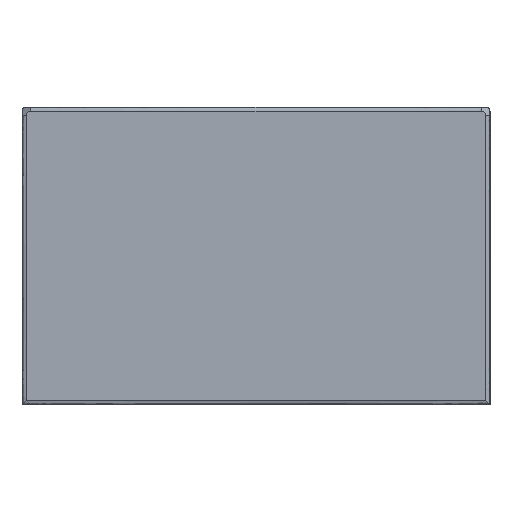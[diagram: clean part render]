
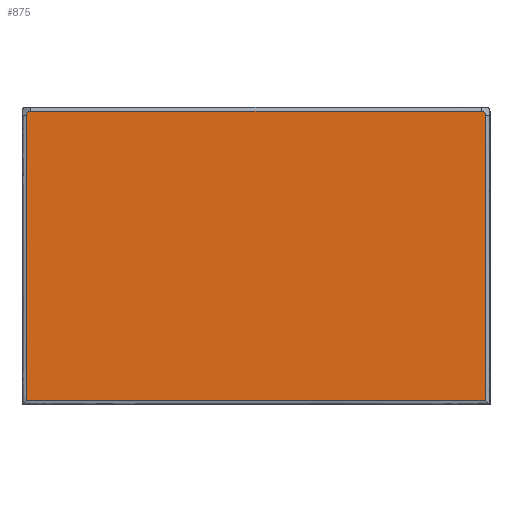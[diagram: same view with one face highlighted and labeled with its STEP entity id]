
A CAD part, left-side view. The second image highlights one B-rep face of the part: STEP entity #875.
In plain terms, the highlighted planar face has unit normal (-1, 0, 0).
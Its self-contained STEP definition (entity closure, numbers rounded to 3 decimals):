
#44=CIRCLE('',#947,0.005);
#50=CIRCLE('',#955,0.005);
#199=PLANE('',#964);
#244=FACE_OUTER_BOUND('',#295,.T.);
#295=EDGE_LOOP('',(#731,#732,#733,#734,#735,#736));
#344=B_SPLINE_CURVE_WITH_KNOTS('',3,(#1585,#1586,#1587,#1588),
 .UNSPECIFIED.,.F.,.F.,(4,4),(0.,0.034),
 .UNSPECIFIED.);
#351=B_SPLINE_CURVE_WITH_KNOTS('',3,(#1667,#1668,#1669,#1670),
 .UNSPECIFIED.,.F.,.F.,(4,4),(-0.034,0.),
 .UNSPECIFIED.);
#354=B_SPLINE_CURVE_WITH_KNOTS('',3,(#1717,#1718,#1719,#1720),
 .UNSPECIFIED.,.F.,.F.,(4,4),(0.,0.055),
 .UNSPECIFIED.);
#357=B_SPLINE_CURVE_WITH_KNOTS('',3,(#1769,#1770,#1771,#1772),
 .UNSPECIFIED.,.F.,.F.,(4,4),(-0.054,-0.001),
 .UNSPECIFIED.);
#392=VERTEX_POINT('',#1431);
#393=VERTEX_POINT('',#1432);
#408=VERTEX_POINT('',#1584);
#410=VERTEX_POINT('',#1617);
#411=VERTEX_POINT('',#1618);
#417=VERTEX_POINT('',#1666);
#481=EDGE_CURVE('',#392,#393,#44,.T.);
#499=EDGE_CURVE('',#408,#392,#344,.T.);
#502=EDGE_CURVE('',#410,#411,#50,.T.);
#509=EDGE_CURVE('',#411,#417,#351,.T.);
#512=EDGE_CURVE('',#417,#408,#354,.T.);
#515=EDGE_CURVE('',#393,#410,#357,.T.);
#731=ORIENTED_EDGE('',*,*,#502,.F.);
#732=ORIENTED_EDGE('',*,*,#515,.F.);
#733=ORIENTED_EDGE('',*,*,#481,.F.);
#734=ORIENTED_EDGE('',*,*,#499,.F.);
#735=ORIENTED_EDGE('',*,*,#512,.F.);
#736=ORIENTED_EDGE('',*,*,#509,.F.);
#875=ADVANCED_FACE('',(#244),#199,.F.);
#947=AXIS2_PLACEMENT_3D('',#1433,#1038,#1039);
#955=AXIS2_PLACEMENT_3D('',#1619,#1054,#1055);
#964=AXIS2_PLACEMENT_3D('',#1960,#1090,#1091);
#1038=DIRECTION('center_axis',(1.,0.,0.));
#1039=DIRECTION('ref_axis',(0.,0.707,0.707));
#1054=DIRECTION('center_axis',(1.,0.,0.));
#1055=DIRECTION('ref_axis',(0.,-0.707,0.707));
#1090=DIRECTION('center_axis',(1.,0.,0.));
#1091=DIRECTION('ref_axis',(0.,0.,1.));
#1431=CARTESIAN_POINT('',(0.,0.545,0.34));
#1432=CARTESIAN_POINT('',(0.,0.54,0.345));
#1433=CARTESIAN_POINT('Origin',(0.,0.54,0.34));
#1584=CARTESIAN_POINT('',(0.,0.545,0.005));
#1585=CARTESIAN_POINT('Ctrl Pts',(0.,0.545,0.005));
#1586=CARTESIAN_POINT('Ctrl Pts',(0.,0.545,0.117));
#1587=CARTESIAN_POINT('Ctrl Pts',(0.,0.545,0.228));
#1588=CARTESIAN_POINT('Ctrl Pts',(0.,0.545,0.34));
#1617=CARTESIAN_POINT('',(0.,0.01,0.345));
#1618=CARTESIAN_POINT('',(0.,0.005,0.34));
#1619=CARTESIAN_POINT('Origin',(0.,0.01,0.34));
#1666=CARTESIAN_POINT('',(0.,0.005,0.005));
#1667=CARTESIAN_POINT('Ctrl Pts',(0.,0.005,0.34));
#1668=CARTESIAN_POINT('Ctrl Pts',(0.,0.005,0.228));
#1669=CARTESIAN_POINT('Ctrl Pts',(0.,0.005,0.117));
#1670=CARTESIAN_POINT('Ctrl Pts',(0.,0.005,0.005));
#1717=CARTESIAN_POINT('Ctrl Pts',(0.,0.005,0.005));
#1718=CARTESIAN_POINT('Ctrl Pts',(0.,0.185,0.005));
#1719=CARTESIAN_POINT('Ctrl Pts',(0.,0.365,0.005));
#1720=CARTESIAN_POINT('Ctrl Pts',(0.,0.545,0.005));
#1769=CARTESIAN_POINT('Ctrl Pts',(0.,0.54,0.345));
#1770=CARTESIAN_POINT('Ctrl Pts',(0.,0.363,0.345));
#1771=CARTESIAN_POINT('Ctrl Pts',(0.,0.187,0.345));
#1772=CARTESIAN_POINT('Ctrl Pts',(0.,0.01,0.345));
#1960=CARTESIAN_POINT('Origin',(0.,0.,0.));
